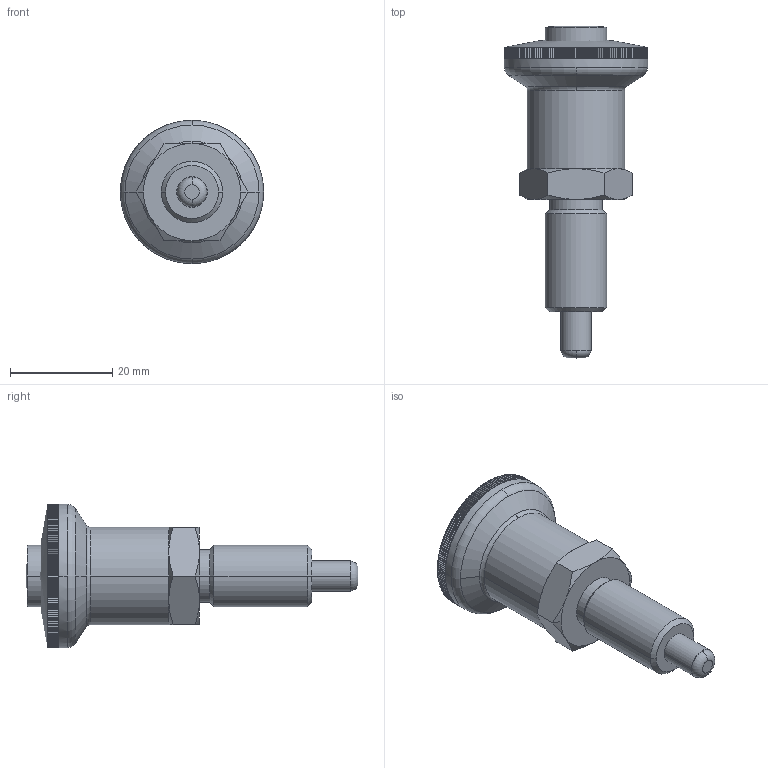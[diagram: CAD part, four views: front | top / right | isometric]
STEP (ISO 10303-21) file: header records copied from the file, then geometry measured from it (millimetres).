
FILE_DESCRIPTION(('STEP AP214'),'1');
FILE_NAME('HALDERN_EH_22122_0110.stp','2020-02-28T09:43:59',('TraceParts'),('TraceParts S.A.'),'Spatial InterOp 3D',' ',' ');
FILE_SCHEMA(('AUTOMOTIVE_DESIGN { 1 0 10303 214 1 1 1 1 }'));
Length unit declared in the file: millimetre
Products named in the file (1): HALDERN_EH_22122_0110_1
Bounding box: 28 x 64.92 x 28 mm (x, y, z)
Volume: 16751.6 mm3; surface area: 6993.4 mm2
Topology: 2 solids, 2 shells, 657 faces, 1924 edges, 1276 vertices
Faces by surface type: plane 613, cone 22, cylinder 14, torus 6, sphere 2
Entity records: 27444 total; most frequent: DIRECTION 4088, CARTESIAN_POINT 3955, ORIENTED_EDGE 3848, EDGE_CURVE 1924, AXIS2_PLACEMENT_3D 1529, VERTEX_POINT 1276, LINE 1030, VECTOR 1030
